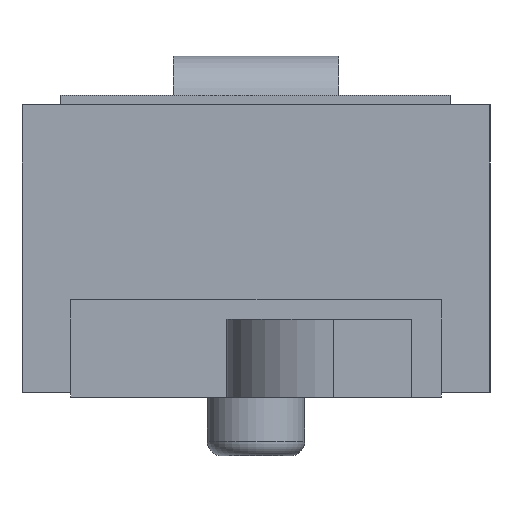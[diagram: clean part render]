
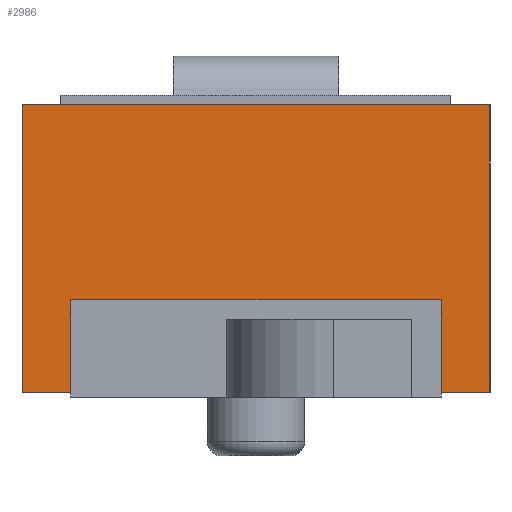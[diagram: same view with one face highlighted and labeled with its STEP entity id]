
A CAD part, left-side view. The second image highlights one B-rep face of the part: STEP entity #2986.
In plain terms, the highlighted planar face has unit normal (-1, 0, 0).
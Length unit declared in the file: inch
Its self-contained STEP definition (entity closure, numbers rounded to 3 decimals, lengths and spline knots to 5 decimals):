
#2915=CARTESIAN_POINT('',(-0.16929,-0.09449,0.00197));
#2916=DIRECTION('',(-1.0,0.0,0.0));
#2917=DIRECTION('',(0.0,0.0,-1.0));
#2918=AXIS2_PLACEMENT_3D('',#2915,#2916,#2917);
#2919=PLANE('',#2918);
#2920=CARTESIAN_POINT('',(-0.16929,0.0748,0.00197));
#2921=VERTEX_POINT('',#2920);
#2922=CARTESIAN_POINT('',(-0.16929,0.0748,0.03937));
#2923=VERTEX_POINT('',#2922);
#2924=CARTESIAN_POINT('',(-0.16929,0.0748,0.00197));
#2925=DIRECTION('',(0.0,0.0,1.0));
#2926=VECTOR('',#2925,0.0374);
#2927=LINE('',#2924,#2926);
#2928=EDGE_CURVE('',#2921,#2923,#2927,.T.);
#2929=ORIENTED_EDGE('',*,*,#2928,.T.);
#2930=CARTESIAN_POINT('',(-0.16929,-0.0748,0.03937));
#2931=VERTEX_POINT('',#2930);
#2932=CARTESIAN_POINT('',(-0.16929,-0.0748,0.03937));
#2933=DIRECTION('',(0.0,1.0,0.0));
#2934=VECTOR('',#2933,0.14961);
#2935=LINE('',#2932,#2934);
#2936=EDGE_CURVE('',#2931,#2923,#2935,.T.);
#2937=ORIENTED_EDGE('',*,*,#2936,.F.);
#2938=CARTESIAN_POINT('',(-0.16929,-0.0748,0.00197));
#2939=VERTEX_POINT('',#2938);
#2940=CARTESIAN_POINT('',(-0.16929,-0.0748,0.00197));
#2941=DIRECTION('',(0.0,0.0,1.0));
#2942=VECTOR('',#2941,0.0374);
#2943=LINE('',#2940,#2942);
#2944=EDGE_CURVE('',#2939,#2931,#2943,.T.);
#2945=ORIENTED_EDGE('',*,*,#2944,.F.);
#2946=CARTESIAN_POINT('',(-0.16929,-0.09449,0.00197));
#2947=VERTEX_POINT('',#2946);
#2948=CARTESIAN_POINT('',(-0.16929,-0.09449,0.00197));
#2949=DIRECTION('',(0.0,1.0,0.0));
#2950=VECTOR('',#2949,0.01969);
#2951=LINE('',#2948,#2950);
#2952=EDGE_CURVE('',#2947,#2939,#2951,.T.);
#2953=ORIENTED_EDGE('',*,*,#2952,.F.);
#2954=CARTESIAN_POINT('',(-0.16929,-0.09449,0.11811));
#2955=VERTEX_POINT('',#2954);
#2956=CARTESIAN_POINT('',(-0.16929,-0.09449,0.00197));
#2957=DIRECTION('',(0.0,0.0,1.0));
#2958=VECTOR('',#2957,0.11614);
#2959=LINE('',#2956,#2958);
#2960=EDGE_CURVE('',#2947,#2955,#2959,.T.);
#2961=ORIENTED_EDGE('',*,*,#2960,.T.);
#2962=CARTESIAN_POINT('',(-0.16929,0.09449,0.11811));
#2963=VERTEX_POINT('',#2962);
#2964=CARTESIAN_POINT('',(-0.16929,-0.09449,0.11811));
#2965=DIRECTION('',(0.0,1.0,0.0));
#2966=VECTOR('',#2965,0.18898);
#2967=LINE('',#2964,#2966);
#2968=EDGE_CURVE('',#2955,#2963,#2967,.T.);
#2969=ORIENTED_EDGE('',*,*,#2968,.T.);
#2970=CARTESIAN_POINT('',(-0.16929,0.09449,0.00197));
#2971=VERTEX_POINT('',#2970);
#2972=CARTESIAN_POINT('',(-0.16929,0.09449,0.00197));
#2973=DIRECTION('',(0.0,0.0,1.0));
#2974=VECTOR('',#2973,0.11614);
#2975=LINE('',#2972,#2974);
#2976=EDGE_CURVE('',#2971,#2963,#2975,.T.);
#2977=ORIENTED_EDGE('',*,*,#2976,.F.);
#2978=CARTESIAN_POINT('',(-0.16929,0.0748,0.00197));
#2979=DIRECTION('',(0.0,1.0,0.0));
#2980=VECTOR('',#2979,0.01969);
#2981=LINE('',#2978,#2980);
#2982=EDGE_CURVE('',#2921,#2971,#2981,.T.);
#2983=ORIENTED_EDGE('',*,*,#2982,.F.);
#2984=EDGE_LOOP('',(#2929,#2937,#2945,#2953,#2961,#2969,#2977,#2983));
#2985=FACE_OUTER_BOUND('',#2984,.T.);
#2986=ADVANCED_FACE('',(#2985),#2919,.T.);
